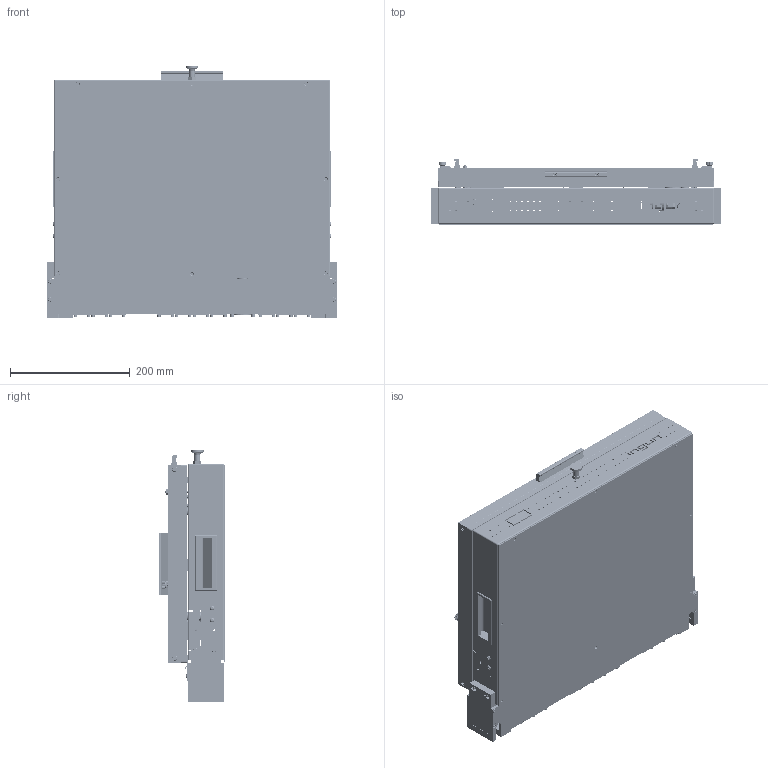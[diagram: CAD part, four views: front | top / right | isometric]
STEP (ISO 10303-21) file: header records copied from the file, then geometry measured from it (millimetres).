
FILE_DESCRIPTION (( 'STEP AP214' ), '1' );
FILE_NAME ('INGUN_20977.STEP', '2021-05-20T12:57:04', ( '' ), ( '' ), 'SwSTEP 2.0', 'SolidWorks 2018', '' );
FILE_SCHEMA (( 'AUTOMOTIVE_DESIGN' ));
Length unit declared in the file: millimetre
Products named in the file (104): 2348_3~0; 3008~0; DIN912~n_M05,0x020; 17728~2_KUNDE<Default>; 29958~2; 16774~1; 16993~2; 3485~0_Schaltpunkt<Default>; ISO7380~n_M04,0x010; ISO7380~n_M04,0x008; 2511~0; 17036~1; 21733~0; ISO7380~n_M04,0x016; 3366~0; 9442~0; 2578~4; KT-Master~-k-t_KT-254 L3-E02; 11656~0; 3408~0; 19420~3; ASR~-a-s-r_拱06,2x04x拌12; 1592~6; 2348_1~0; 2676~0; 21729~0; 16994~2; 2899~0; INGUN_20977; 2348_4~0; GKS-114-0007~-g-k-s_Hub = 06,5 <S>; 17729~0_S; 2487~6; 3308~6; 2501~0_flexibel<Standard>; 3010~0; 12144~1; GKS-503-0006~0_S; 2280~6; DIN913~n_M02,5x04 ...
Assembly tree (256 placements, depth 5):
  INGUN_20977
    29958~2
      2183~15
      2178~6
      100418~4_f〉 Scharnier<S>
        100419~3
        100420~2  x2
        100415~5
        100416~5
        60671~0
        3366~0
        DIN912~n_M03,0x008  x28
        DIN912~n_M04,0x010  x8
        DIN912~n_M04,0x016  x4
        ISO7380~n_M04,0x008  x4
        2487~6  x10
      2280~6  x2
        2280~1
        2280~1_#1Standard
      9442~0  x2
      2511~0
      28455~1  x2
      12440~0  x2
      2501~0_flexibel<Standard>  x2
        2501_1~0
        2501_2~0
      2348~0  x2
        2348_3~0
        2348_4~0
        2348_2~0
        2348_1~0
      ASR~-a-s-r_拱06,2x04x拌12  x4
      2833~0_d 5  x2
      12144~1
      11656~0
      11655~0
      DIN912~n_M04,0x008  x4
      ISO7380~n_M04,0x016  x4
      ISO7380~n_M04,0x010  x4
      DIN7991~n_M03,0x005  x7
      DIN912~n_M04,0x010  x4
    31062~0_KUNDE<Standard>
      17728~2_KUNDE<Default>
      13688~1
      16992~2
        16996~2
        16995~2
        16993~2
        16994~2
        DIN912~n_M05,0x020  x4
      10526~0_KUNDE<Standard>
      17729~0_S
      21729~0
        21730~2
        21733~0
        21755~0
        21751~1
        21731_Kegelrad_1~0_Erste referenzierte Kopie
        21732_Kegelrad_2~1_Erste referenzierte Kopie
        21753~0
Bounding box: 483 x 110.8 x 420.5 mm (x, y, z)
Volume: 4600158.4 mm3; surface area: 1875493.6 mm2
Topology: 268 solids, 268 shells, 9894 faces, 25529 edges, 16427 vertices
Faces by surface type: cylinder 4368, plane 3575, cone 1375, bspline 390, torus 175, sphere 11
Entity records: 155019 total; most frequent: CARTESIAN_POINT 34903, DIRECTION 23355, ORIENTED_EDGE 22632, EDGE_CURVE 11316, AXIS2_PLACEMENT_3D 8929, VERTEX_POINT 7366, VECTOR 5497, LINE 5497
